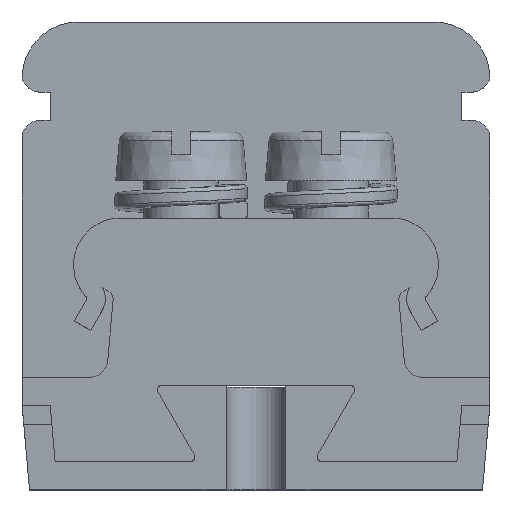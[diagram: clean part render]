
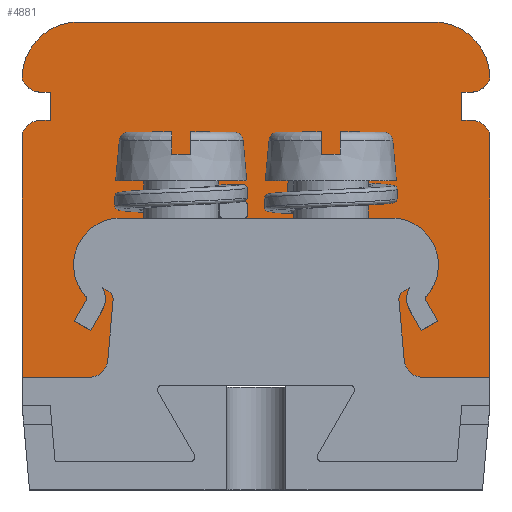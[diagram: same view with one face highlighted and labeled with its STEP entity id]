
A CAD part, top view. The second image highlights one B-rep face of the part: STEP entity #4881.
In plain terms, the highlighted planar face has unit normal (0, 0, 1).
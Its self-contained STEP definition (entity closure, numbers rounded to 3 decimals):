
#211=CIRCLE('',#4987,1.5);
#250=CIRCLE('',#5107,1.);
#251=CIRCLE('',#5111,0.5);
#252=CIRCLE('',#5113,1.042);
#253=CIRCLE('',#5118,1.042);
#254=CIRCLE('',#5120,0.5);
#255=CIRCLE('',#5122,3.);
#256=CIRCLE('',#5125,3.);
#257=CIRCLE('',#5127,0.5);
#258=CIRCLE('',#5129,1.042);
#259=CIRCLE('',#5134,1.042);
#260=CIRCLE('',#5136,0.5);
#262=CIRCLE('',#5141,1.);
#264=CIRCLE('',#5146,0.5);
#267=CIRCLE('',#5151,0.5);
#268=CIRCLE('',#5153,1.5);
#900=ORIENTED_EDGE('',*,*,#1693,.T.);
#901=ORIENTED_EDGE('',*,*,#1700,.T.);
#902=ORIENTED_EDGE('',*,*,#1406,.T.);
#903=ORIENTED_EDGE('',*,*,#1400,.T.);
#904=ORIENTED_EDGE('',*,*,#1701,.T.);
#905=ORIENTED_EDGE('',*,*,#1696,.T.);
#906=ORIENTED_EDGE('',*,*,#1689,.T.);
#907=ORIENTED_EDGE('',*,*,#1687,.T.);
#908=ORIENTED_EDGE('',*,*,#1684,.T.);
#909=ORIENTED_EDGE('',*,*,#1680,.T.);
#910=ORIENTED_EDGE('',*,*,#1678,.T.);
#911=ORIENTED_EDGE('',*,*,#1676,.F.);
#912=ORIENTED_EDGE('',*,*,#1674,.F.);
#913=ORIENTED_EDGE('',*,*,#1672,.F.);
#914=ORIENTED_EDGE('',*,*,#1670,.F.);
#915=ORIENTED_EDGE('',*,*,#1668,.F.);
#916=ORIENTED_EDGE('',*,*,#1666,.T.);
#917=ORIENTED_EDGE('',*,*,#1664,.T.);
#918=ORIENTED_EDGE('',*,*,#1662,.T.);
#919=ORIENTED_EDGE('',*,*,#1660,.T.);
#920=ORIENTED_EDGE('',*,*,#1658,.T.);
#921=ORIENTED_EDGE('',*,*,#1656,.T.);
#922=ORIENTED_EDGE('',*,*,#1654,.T.);
#923=ORIENTED_EDGE('',*,*,#1652,.T.);
#924=ORIENTED_EDGE('',*,*,#1650,.T.);
#925=ORIENTED_EDGE('',*,*,#1648,.T.);
#926=ORIENTED_EDGE('',*,*,#1646,.T.);
#927=ORIENTED_EDGE('',*,*,#1644,.T.);
#928=ORIENTED_EDGE('',*,*,#1640,.T.);
#929=ORIENTED_EDGE('',*,*,#1638,.T.);
#1400=EDGE_CURVE('',#1933,#1932,#2288,.T.);
#1406=EDGE_CURVE('',#1934,#1933,#211,.T.);
#1638=EDGE_CURVE('',#2099,#2098,#250,.F.);
#1640=EDGE_CURVE('',#2100,#2099,#2473,.T.);
#1644=EDGE_CURVE('',#2102,#2100,#2477,.T.);
#1646=EDGE_CURVE('',#2103,#2102,#251,.F.);
#1648=EDGE_CURVE('',#2104,#2103,#252,.T.);
#1650=EDGE_CURVE('',#2105,#2104,#2481,.T.);
#1652=EDGE_CURVE('',#2106,#2105,#2483,.T.);
#1654=EDGE_CURVE('',#2107,#2106,#2485,.T.);
#1656=EDGE_CURVE('',#2108,#2107,#253,.T.);
#1658=EDGE_CURVE('',#2109,#2108,#254,.F.);
#1660=EDGE_CURVE('',#2110,#2109,#255,.F.);
#1662=EDGE_CURVE('',#2111,#2110,#2490,.T.);
#1664=EDGE_CURVE('',#2112,#2111,#256,.F.);
#1666=EDGE_CURVE('',#2113,#2112,#257,.F.);
#1668=EDGE_CURVE('',#2113,#2114,#258,.T.);
#1670=EDGE_CURVE('',#2114,#2115,#2495,.T.);
#1672=EDGE_CURVE('',#2115,#2116,#2497,.T.);
#1674=EDGE_CURVE('',#2116,#2117,#2499,.T.);
#1676=EDGE_CURVE('',#2117,#2118,#259,.T.);
#1678=EDGE_CURVE('',#2119,#2118,#260,.F.);
#1680=EDGE_CURVE('',#2120,#2119,#2503,.T.);
#1684=EDGE_CURVE('',#2123,#2120,#2507,.T.);
#1687=EDGE_CURVE('',#2125,#2123,#262,.F.);
#1689=EDGE_CURVE('',#2126,#2125,#2510,.T.);
#1693=EDGE_CURVE('',#2098,#2129,#2514,.T.);
#1696=EDGE_CURVE('',#2131,#2126,#264,.F.);
#1700=EDGE_CURVE('',#2129,#1934,#267,.F.);
#1701=EDGE_CURVE('',#1932,#2131,#268,.T.);
#1932=VERTEX_POINT('',#6047);
#1933=VERTEX_POINT('',#6049);
#1934=VERTEX_POINT('',#6053);
#2098=VERTEX_POINT('',#6535);
#2099=VERTEX_POINT('',#6537);
#2100=VERTEX_POINT('',#6541);
#2102=VERTEX_POINT('',#6548);
#2103=VERTEX_POINT('',#6552);
#2104=VERTEX_POINT('',#6556);
#2105=VERTEX_POINT('',#6560);
#2106=VERTEX_POINT('',#6564);
#2107=VERTEX_POINT('',#6568);
#2108=VERTEX_POINT('',#6572);
#2109=VERTEX_POINT('',#6576);
#2110=VERTEX_POINT('',#6580);
#2111=VERTEX_POINT('',#6584);
#2112=VERTEX_POINT('',#6588);
#2113=VERTEX_POINT('',#6592);
#2114=VERTEX_POINT('',#6596);
#2115=VERTEX_POINT('',#6600);
#2116=VERTEX_POINT('',#6604);
#2117=VERTEX_POINT('',#6608);
#2118=VERTEX_POINT('',#6612);
#2119=VERTEX_POINT('',#6616);
#2120=VERTEX_POINT('',#6620);
#2123=VERTEX_POINT('',#6628);
#2125=VERTEX_POINT('',#6634);
#2126=VERTEX_POINT('',#6638);
#2129=VERTEX_POINT('',#6645);
#2131=VERTEX_POINT('',#6652);
#2288=LINE('',#6048,#2594);
#2473=LINE('',#6540,#2779);
#2477=LINE('',#6547,#2783);
#2481=LINE('',#6559,#2787);
#2483=LINE('',#6563,#2789);
#2485=LINE('',#6567,#2791);
#2490=LINE('',#6583,#2796);
#2495=LINE('',#6599,#2801);
#2497=LINE('',#6603,#2803);
#2499=LINE('',#6607,#2805);
#2503=LINE('',#6619,#2809);
#2507=LINE('',#6627,#2813);
#2510=LINE('',#6637,#2816);
#2514=LINE('',#6646,#2820);
#2594=VECTOR('',#5239,1000.);
#2779=VECTOR('',#5674,1000.);
#2783=VECTOR('',#5680,1000.);
#2787=VECTOR('',#5694,1000.);
#2789=VECTOR('',#5698,1000.);
#2791=VECTOR('',#5702,1000.);
#2796=VECTOR('',#5721,1000.);
#2801=VECTOR('',#5740,1000.);
#2803=VECTOR('',#5744,1000.);
#2805=VECTOR('',#5748,1000.);
#2809=VECTOR('',#5762,1000.);
#2813=VECTOR('',#5768,1000.);
#2816=VECTOR('',#5779,1000.);
#2820=VECTOR('',#5785,1000.);
#3001=EDGE_LOOP('',(#900,#901,#902,#903,#904,#905,#906,#907,#908,#909,#910,
#911,#912,#913,#914,#915,#916,#917,#918,#919,#920,#921,#922,#923,#924,#925,
#926,#927,#928,#929));
#3207=FACE_BOUND('',#3001,.T.);
#3378=PLANE('',#5152);
#4881=ADVANCED_FACE('',(#3207),#3378,.F.);
#4987=AXIS2_PLACEMENT_3D('',#6060,#5249,#5250);
#5107=AXIS2_PLACEMENT_3D('',#6536,#5669,#5670);
#5111=AXIS2_PLACEMENT_3D('',#6551,#5684,#5685);
#5113=AXIS2_PLACEMENT_3D('',#6555,#5689,#5690);
#5118=AXIS2_PLACEMENT_3D('',#6571,#5706,#5707);
#5120=AXIS2_PLACEMENT_3D('',#6575,#5711,#5712);
#5122=AXIS2_PLACEMENT_3D('',#6579,#5716,#5717);
#5125=AXIS2_PLACEMENT_3D('',#6587,#5725,#5726);
#5127=AXIS2_PLACEMENT_3D('',#6591,#5730,#5731);
#5129=AXIS2_PLACEMENT_3D('',#6595,#5735,#5736);
#5134=AXIS2_PLACEMENT_3D('',#6611,#5752,#5753);
#5136=AXIS2_PLACEMENT_3D('',#6615,#5757,#5758);
#5141=AXIS2_PLACEMENT_3D('',#6633,#5774,#5775);
#5146=AXIS2_PLACEMENT_3D('',#6651,#5791,#5792);
#5151=AXIS2_PLACEMENT_3D('',#6658,#5802,#5803);
#5152=AXIS2_PLACEMENT_3D('',#6659,#5804,#5805);
#5153=AXIS2_PLACEMENT_3D('',#6660,#5806,#5807);
#5239=DIRECTION('',(1.,0.,0.));
#5249=DIRECTION('',(0.,0.,-1.));
#5250=DIRECTION('',(1.,0.,0.));
#5669=DIRECTION('',(0.,0.,-1.));
#5670=DIRECTION('',(-1.,0.,0.));
#5674=DIRECTION('',(1.,0.,0.));
#5680=DIRECTION('',(0.,-1.,0.));
#5684=DIRECTION('',(0.,0.,-1.));
#5685=DIRECTION('',(-1.,0.,0.));
#5689=DIRECTION('',(0.,0.,1.));
#5690=DIRECTION('',(1.,0.,0.));
#5694=DIRECTION('',(-1.,0.,0.));
#5698=DIRECTION('',(0.,-1.,0.));
#5702=DIRECTION('',(1.,0.,0.));
#5706=DIRECTION('',(0.,0.,1.));
#5707=DIRECTION('',(1.,0.,0.));
#5711=DIRECTION('',(0.,0.,-1.));
#5712=DIRECTION('',(-1.,0.,0.));
#5716=DIRECTION('',(0.,0.,-1.));
#5717=DIRECTION('',(-1.,0.,0.));
#5721=DIRECTION('',(-1.,0.,0.));
#5725=DIRECTION('',(0.,0.,-1.));
#5726=DIRECTION('',(-1.,0.,0.));
#5730=DIRECTION('',(0.,0.,-1.));
#5731=DIRECTION('',(-1.,0.,0.));
#5735=DIRECTION('',(0.,0.,-1.));
#5736=DIRECTION('',(1.,0.,0.));
#5740=DIRECTION('',(-1.,0.,0.));
#5744=DIRECTION('',(0.,-1.,0.));
#5748=DIRECTION('',(1.,0.,0.));
#5752=DIRECTION('',(0.,0.,-1.));
#5753=DIRECTION('',(1.,0.,0.));
#5757=DIRECTION('',(0.,0.,-1.));
#5758=DIRECTION('',(-1.,0.,0.));
#5762=DIRECTION('',(0.,1.,0.));
#5768=DIRECTION('',(1.,0.,0.));
#5774=DIRECTION('',(0.,0.,-1.));
#5775=DIRECTION('',(-1.,0.,0.));
#5779=DIRECTION('',(0.087,-0.996,0.));
#5785=DIRECTION('',(0.087,0.996,0.));
#5791=DIRECTION('',(0.,0.,-1.));
#5792=DIRECTION('',(-1.,0.,0.));
#5802=DIRECTION('',(0.,0.,-1.));
#5803=DIRECTION('',(-1.,0.,0.));
#5804=DIRECTION('',(0.,0.,-1.));
#5805=DIRECTION('',(-1.,0.,0.));
#5806=DIRECTION('',(0.,0.,-1.));
#5807=DIRECTION('',(-1.,0.,0.));
#6047=CARTESIAN_POINT('',(7.3,1.,-8.));
#6048=CARTESIAN_POINT('',(-7.3,1.,-8.));
#6049=CARTESIAN_POINT('',(-7.3,1.,-8.));
#6053=CARTESIAN_POINT('',(-7.927,-1.863,-8.));
#6060=CARTESIAN_POINT('',(-7.3,-0.5,-8.));
#6535=CARTESIAN_POINT('',(-7.92,-5.587,-8.));
#6536=CARTESIAN_POINT('',(-8.916,-5.5,-8.));
#6537=CARTESIAN_POINT('',(-8.916,-6.5,-8.));
#6540=CARTESIAN_POINT('',(-12.5,-6.5,-8.));
#6541=CARTESIAN_POINT('',(-12.5,-6.5,-8.));
#6547=CARTESIAN_POINT('',(-12.5,12.5,-8.));
#6548=CARTESIAN_POINT('',(-12.5,6.417,-8.));
#6551=CARTESIAN_POINT('',(-12.,6.417,-8.));
#6552=CARTESIAN_POINT('',(-12.462,6.609,-8.));
#6555=CARTESIAN_POINT('',(-11.5,6.208,-8.));
#6556=CARTESIAN_POINT('',(-11.5,7.25,-8.));
#6559=CARTESIAN_POINT('',(-11.,7.25,-8.));
#6560=CARTESIAN_POINT('',(-11.,7.25,-8.));
#6563=CARTESIAN_POINT('',(-11.,8.75,-8.));
#6564=CARTESIAN_POINT('',(-11.,8.75,-8.));
#6567=CARTESIAN_POINT('',(-11.,8.75,-8.));
#6568=CARTESIAN_POINT('',(-11.5,8.75,-8.));
#6571=CARTESIAN_POINT('',(-11.5,9.792,-8.));
#6572=CARTESIAN_POINT('',(-12.459,9.385,-8.));
#6575=CARTESIAN_POINT('',(-11.999,9.58,-8.));
#6576=CARTESIAN_POINT('',(-12.498,9.596,-8.));
#6579=CARTESIAN_POINT('',(-9.5,9.5,-8.));
#6580=CARTESIAN_POINT('',(-9.5,12.5,-8.));
#6583=CARTESIAN_POINT('',(12.5,12.5,-8.));
#6584=CARTESIAN_POINT('',(9.5,12.5,-8.));
#6587=CARTESIAN_POINT('',(9.5,9.5,-8.));
#6588=CARTESIAN_POINT('',(12.498,9.596,-8.));
#6591=CARTESIAN_POINT('',(11.999,9.58,-8.));
#6592=CARTESIAN_POINT('',(12.459,9.385,-8.));
#6595=CARTESIAN_POINT('',(11.5,9.792,-8.));
#6596=CARTESIAN_POINT('',(11.5,8.75,-8.));
#6599=CARTESIAN_POINT('',(11.,8.75,-8.));
#6600=CARTESIAN_POINT('',(11.,8.75,-8.));
#6603=CARTESIAN_POINT('',(11.,8.75,-8.));
#6604=CARTESIAN_POINT('',(11.,7.25,-8.));
#6607=CARTESIAN_POINT('',(11.,7.25,-8.));
#6608=CARTESIAN_POINT('',(11.5,7.25,-8.));
#6611=CARTESIAN_POINT('',(11.5,6.208,-8.));
#6612=CARTESIAN_POINT('',(12.462,6.609,-8.));
#6615=CARTESIAN_POINT('',(12.,6.417,-8.));
#6616=CARTESIAN_POINT('',(12.5,6.417,-8.));
#6619=CARTESIAN_POINT('',(12.5,-6.5,-8.));
#6620=CARTESIAN_POINT('',(12.5,-6.5,-8.));
#6627=CARTESIAN_POINT('',(8.,-6.5,-8.));
#6628=CARTESIAN_POINT('',(8.916,-6.5,-8.));
#6633=CARTESIAN_POINT('',(8.916,-5.5,-8.));
#6634=CARTESIAN_POINT('',(7.92,-5.587,-8.));
#6637=CARTESIAN_POINT('',(7.604,-1.969,-8.));
#6638=CARTESIAN_POINT('',(7.638,-2.361,-8.));
#6645=CARTESIAN_POINT('',(-7.638,-2.361,-8.));
#6646=CARTESIAN_POINT('',(-7.604,-1.969,-8.));
#6651=CARTESIAN_POINT('',(8.136,-2.317,-8.));
#6652=CARTESIAN_POINT('',(7.927,-1.863,-8.));
#6658=CARTESIAN_POINT('',(-8.136,-2.317,-8.));
#6659=CARTESIAN_POINT('',(-7.3,-0.5,-8.));
#6660=CARTESIAN_POINT('',(7.3,-0.5,-8.));
